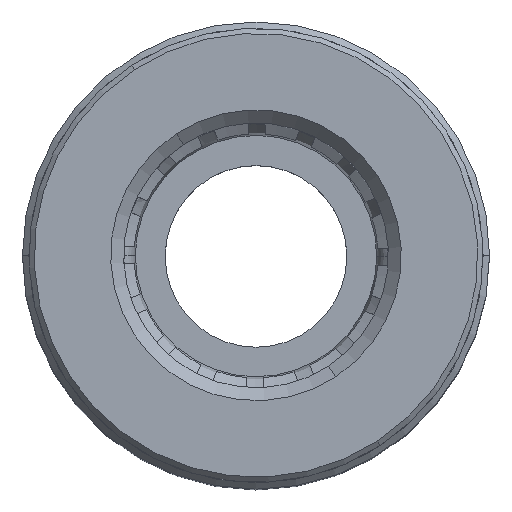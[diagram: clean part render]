
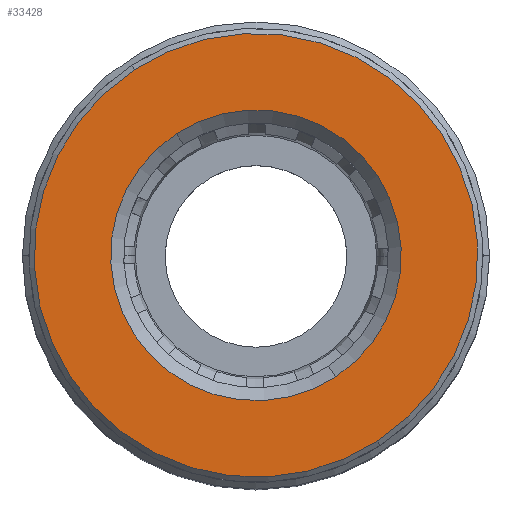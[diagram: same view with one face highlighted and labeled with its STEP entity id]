
A CAD part, top view. The second image highlights one B-rep face of the part: STEP entity #33428.
In plain terms, the highlighted planar face has unit normal (0, 0, 1).
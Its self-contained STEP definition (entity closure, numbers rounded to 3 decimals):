
#3224 = CARTESIAN_POINT ( 'NONE',  ( 11.973, 2.256, 22.995 ) ) ;
#3504 = EDGE_LOOP ( 'NONE', ( #8228, #25415 ) ) ;
#6265 = CARTESIAN_POINT ( 'NONE',  ( 7.291, 9.41, 22.995 ) ) ;
#6266 = FACE_BOUND ( 'NONE', #22247, .T. ) ;
#6776 = VERTEX_POINT ( 'NONE', #3224 ) ;
#7451 = CARTESIAN_POINT ( 'NONE',  ( 10.358, 4.724, 22.995 ) ) ;
#8228 = ORIENTED_EDGE ( 'NONE', *, *, #38668, .T. ) ;
#9410 = DIRECTION ( 'NONE',  ( 0.548, -0.837, 0. ) ) ;
#10013 = DIRECTION ( 'NONE',  ( 0., 0., 1. ) ) ;
#11061 = DIRECTION ( 'NONE',  ( 0., 0., 1. ) ) ;
#12000 = CARTESIAN_POINT ( 'NONE',  ( 2.609, 16.564, 22.995 ) ) ;
#12883 = CIRCLE ( 'NONE', #16985, 8.55 ) ;
#13191 = EDGE_CURVE ( 'NONE', #13192, #27848, #26513, .T. ) ;
#13192 = VERTEX_POINT ( 'NONE', #31426 ) ;
#14139 = CARTESIAN_POINT ( 'NONE',  ( 7.291, 9.41, 22.995 ) ) ;
#15915 = DIRECTION ( 'NONE',  ( 0., 0., -1. ) ) ;
#16863 = VERTEX_POINT ( 'NONE', #12000 ) ;
#16985 = AXIS2_PLACEMENT_3D ( 'NONE', #29758, #11061, #32912 ) ;
#17279 = DIRECTION ( 'NONE',  ( -0.548, 0.837, 0. ) ) ;
#19667 = AXIS2_PLACEMENT_3D ( 'NONE', #6265, #28060, #9410 ) ;
#19998 = CIRCLE ( 'NONE', #22201, 8.55 ) ;
#20827 = EDGE_CURVE ( 'NONE', #6776, #16863, #12883, .T. ) ;
#21487 = AXIS2_PLACEMENT_3D ( 'NONE', #28682, #10013, #31835 ) ;
#22201 = AXIS2_PLACEMENT_3D ( 'NONE', #14139, #35941, #17279 ) ;
#22247 = EDGE_LOOP ( 'NONE', ( #33901, #31764 ) ) ;
#22871 = FACE_OUTER_BOUND ( 'NONE', #3504, .T. ) ;
#25415 = ORIENTED_EDGE ( 'NONE', *, *, #20827, .T. ) ;
#26513 = CIRCLE ( 'NONE', #28612, 5.6 ) ;
#27848 = VERTEX_POINT ( 'NONE', #7451 ) ;
#28060 = DIRECTION ( 'NONE',  ( 0., 0., -1. ) ) ;
#28612 = AXIS2_PLACEMENT_3D ( 'NONE', #34578, #15915, #37730 ) ;
#28682 = CARTESIAN_POINT ( 'NONE',  ( 7.291, 9.41, 22.995 ) ) ;
#29758 = CARTESIAN_POINT ( 'NONE',  ( 7.291, 9.41, 22.995 ) ) ;
#31426 = CARTESIAN_POINT ( 'NONE',  ( 4.224, 14.095, 22.995 ) ) ;
#31691 = PLANE ( 'NONE',  #21487 ) ;
#31764 = ORIENTED_EDGE ( 'NONE', *, *, #13191, .T. ) ;
#31835 = DIRECTION ( 'NONE',  ( 0.548, -0.837, 0. ) ) ;
#32912 = DIRECTION ( 'NONE',  ( -0.548, 0.837, 0. ) ) ;
#33428 = ADVANCED_FACE ( 'NONE', ( #6266, #22871 ), #31691, .T. ) ;
#33901 = ORIENTED_EDGE ( 'NONE', *, *, #35754, .T. ) ;
#34578 = CARTESIAN_POINT ( 'NONE',  ( 7.291, 9.41, 22.995 ) ) ;
#35754 = EDGE_CURVE ( 'NONE', #27848, #13192, #37371, .T. ) ;
#35941 = DIRECTION ( 'NONE',  ( 0., 0., 1. ) ) ;
#37371 = CIRCLE ( 'NONE', #19667, 5.6 ) ;
#37730 = DIRECTION ( 'NONE',  ( 0.548, -0.837, 0. ) ) ;
#38668 = EDGE_CURVE ( 'NONE', #16863, #6776, #19998, .T. ) ;
